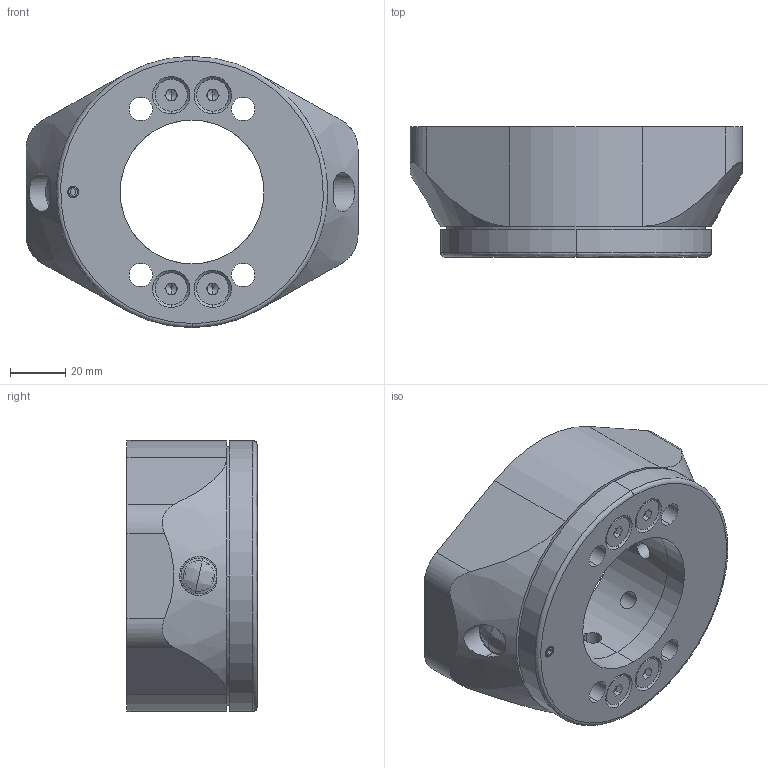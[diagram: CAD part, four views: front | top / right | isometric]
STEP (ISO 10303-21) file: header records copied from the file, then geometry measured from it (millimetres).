
FILE_DESCRIPTION (( 'STEP AP214' ), '1' );
FILE_NAME ('7595-7401-14-01.STEP', '2016-11-07T11:02:33', ( '' ), ( '' ), 'SwSTEP 2.0', 'SolidWorks 2014', '' );
FILE_SCHEMA (( 'AUTOMOTIVE_DESIGN' ));
Length unit declared in the file: millimetre
Products named in the file (1): 7595-7401-14-01
Bounding box: 120 x 47 x 98 mm (x, y, z)
Volume: 204510.3 mm3; surface area: 95552.8 mm2
Topology: 15 solids, 15 shells, 453 faces, 1045 edges, 620 vertices
Faces by surface type: cylinder 175, plane 152, cone 84, bspline 38, torus 4
Entity records: 17872 total; most frequent: CARTESIAN_POINT 4737, DIRECTION 2198, ORIENTED_EDGE 2010, EDGE_CURVE 1005, AXIS2_PLACEMENT_3D 861, VERTEX_POINT 620, EDGE_LOOP 549, LINE 476
